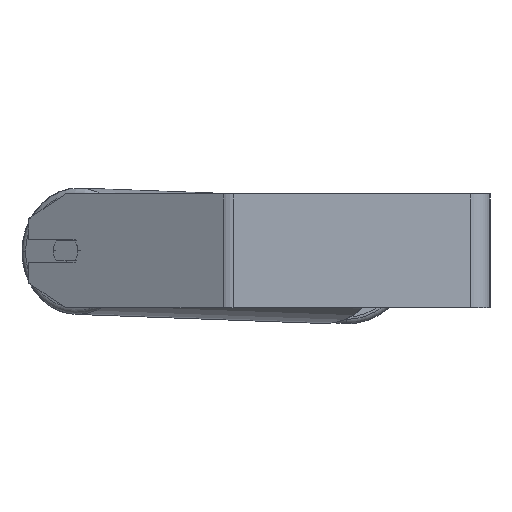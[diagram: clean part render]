
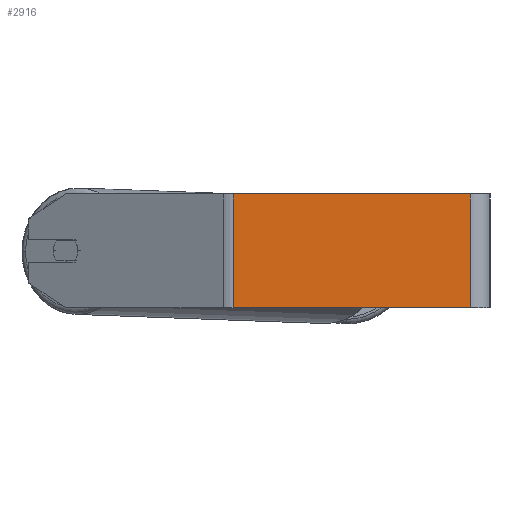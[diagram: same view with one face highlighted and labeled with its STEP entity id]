
A CAD part, left-side view. The second image highlights one B-rep face of the part: STEP entity #2916.
In plain terms, the highlighted planar face has unit normal (-1, 0, 0).
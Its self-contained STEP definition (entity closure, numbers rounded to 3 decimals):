
#297 = DIRECTION ( 'NONE',  ( 0., 0., -1. ) ) ;
#967 = CARTESIAN_POINT ( 'NONE',  ( -605., 180.84, 40. ) ) ;
#1484 = LINE ( 'NONE', #3665, #4330 ) ;
#1956 = PLANE ( 'NONE',  #8704 ) ;
#2208 = ORIENTED_EDGE ( 'NONE', *, *, #6960, .T. ) ;
#2391 = VECTOR ( 'NONE', #297, 1000. ) ;
#2746 = CARTESIAN_POINT ( 'NONE',  ( -605., 184.591, -40. ) ) ;
#2832 = VERTEX_POINT ( 'NONE', #4543 ) ;
#2834 = CARTESIAN_POINT ( 'NONE',  ( -605., 14., 40. ) ) ;
#2855 = DIRECTION ( 'NONE',  ( 0., 0., -1. ) ) ;
#2916 = ADVANCED_FACE ( 'NONE', ( #4629 ), #1956, .F. ) ;
#3021 = EDGE_LOOP ( 'NONE', ( #2208, #5821, #3974, #7291 ) ) ;
#3022 = CARTESIAN_POINT ( 'NONE',  ( -605., 14., -40. ) ) ;
#3200 = VECTOR ( 'NONE', #5640, 1000. ) ;
#3665 = CARTESIAN_POINT ( 'NONE',  ( -605., 14., 40. ) ) ;
#3870 = DIRECTION ( 'NONE',  ( 1., 0., 0. ) ) ;
#3974 = ORIENTED_EDGE ( 'NONE', *, *, #5267, .F. ) ;
#4056 = VERTEX_POINT ( 'NONE', #8655 ) ;
#4330 = VECTOR ( 'NONE', #2855, 1000. ) ;
#4543 = CARTESIAN_POINT ( 'NONE',  ( -605., 180.84, 40. ) ) ;
#4629 = FACE_OUTER_BOUND ( 'NONE', #3021, .T. ) ;
#4974 = LINE ( 'NONE', #2746, #3200 ) ;
#5267 = EDGE_CURVE ( 'NONE', #2832, #8111, #8224, .T. ) ;
#5640 = DIRECTION ( 'NONE',  ( 0., -1., 0. ) ) ;
#5821 = ORIENTED_EDGE ( 'NONE', *, *, #7245, .F. ) ;
#6047 = VECTOR ( 'NONE', #7555, 1000. ) ;
#6069 = EDGE_CURVE ( 'NONE', #2832, #4056, #8315, .T. ) ;
#6581 = DIRECTION ( 'NONE',  ( 0., 0., -1. ) ) ;
#6583 = VERTEX_POINT ( 'NONE', #3022 ) ;
#6757 = CARTESIAN_POINT ( 'NONE',  ( -605., 184.591, 40. ) ) ;
#6811 = CARTESIAN_POINT ( 'NONE',  ( -605., 184.591, 40. ) ) ;
#6960 = EDGE_CURVE ( 'NONE', #4056, #6583, #4974, .T. ) ;
#7245 = EDGE_CURVE ( 'NONE', #8111, #6583, #1484, .T. ) ;
#7291 = ORIENTED_EDGE ( 'NONE', *, *, #6069, .T. ) ;
#7555 = DIRECTION ( 'NONE',  ( 0., -1., 0. ) ) ;
#8111 = VERTEX_POINT ( 'NONE', #2834 ) ;
#8224 = LINE ( 'NONE', #6811, #6047 ) ;
#8315 = LINE ( 'NONE', #967, #2391 ) ;
#8655 = CARTESIAN_POINT ( 'NONE',  ( -605., 180.84, -40. ) ) ;
#8704 = AXIS2_PLACEMENT_3D ( 'NONE', #6757, #3870, #6581 ) ;
